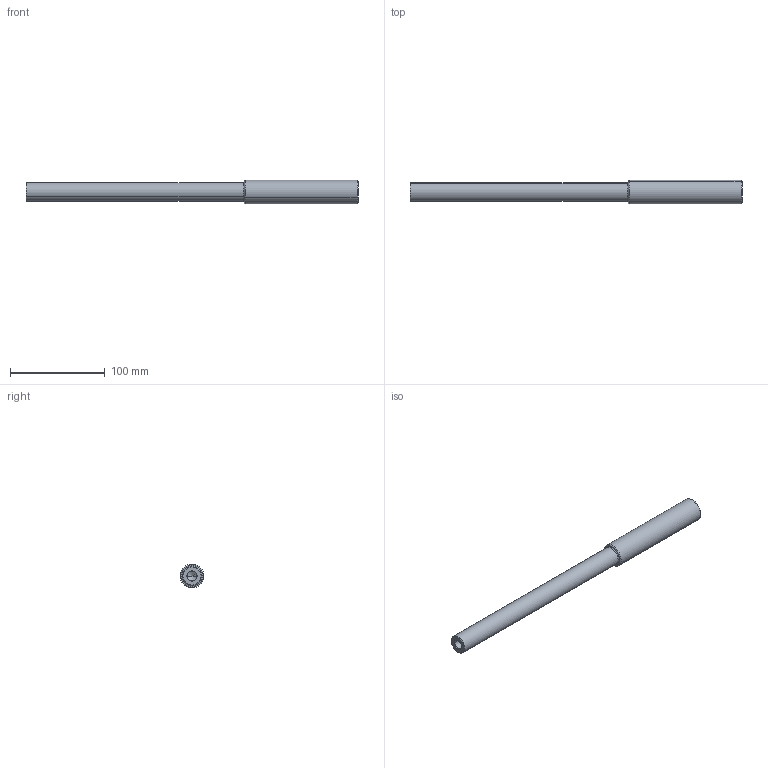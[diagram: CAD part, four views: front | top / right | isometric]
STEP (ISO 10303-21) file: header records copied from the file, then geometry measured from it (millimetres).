
FILE_DESCRIPTION(('CATIA V5 STEP Exchange'),'2;1');
FILE_NAME('levier rs grN.stp','2023-11-26T16:17:59+00:00',('none'),('none'),'CATIA Version 5 Release 19 SP 2 (IN-10)','CATIA V5 STEP AP203','none');
FILE_SCHEMA(('CONFIG_CONTROL_DESIGN'));
Length unit declared in the file: millimetre
Products named in the file (1): Part1
Bounding box: 350 x 24.99 x 24.99 mm (x, y, z)
Volume: 127354.5 mm3; surface area: 26227.7 mm2
Topology: 1 solids, 1 shells, 21 faces, 42 edges, 23 vertices
Faces by surface type: torus 6, cylinder 6, cone 6, plane 3
Entity records: 533 total; most frequent: CARTESIAN_POINT 82, ORIENTED_EDGE 80, DIRECTION 76, AXIS2_PLACEMENT_3D 47, EDGE_CURVE 40, CIRCLE 28, EDGE_LOOP 23, VERTEX_POINT 23
